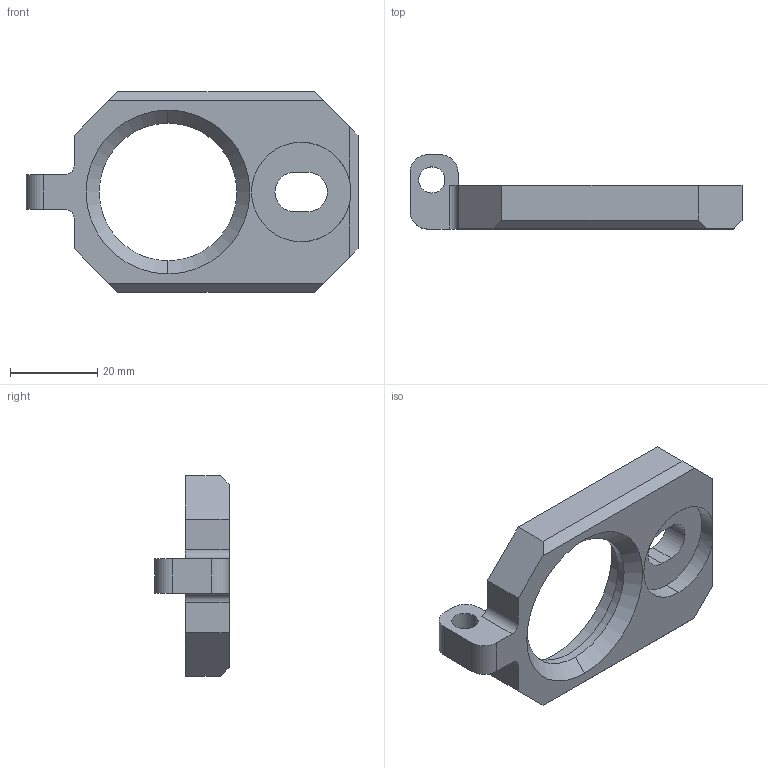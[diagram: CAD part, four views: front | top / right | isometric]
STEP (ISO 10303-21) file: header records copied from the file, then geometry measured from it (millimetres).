
FILE_DESCRIPTION (( 'STEP AP203' ), '1' );
FILE_NAME ('PerchV2.1_USI_02.STEP', '2020-09-21T15:40:57', ( '' ), ( '' ), 'SwSTEP 2.0', 'SolidWorks 2016', '' );
FILE_SCHEMA (( 'CONFIG_CONTROL_DESIGN' ));
Length unit declared in the file: millimetre
Products named in the file (1): PerchV2.1_USI_02
Bounding box: 76 x 17 x 46 mm (x, y, z)
Volume: 16802.6 mm3; surface area: 7769.8 mm2
Topology: 1 solids, 1 shells, 40 faces, 111 edges, 74 vertices
Faces by surface type: plane 23, cylinder 15, cone 2
Entity records: 1379 total; most frequent: CARTESIAN_POINT 229, DIRECTION 227, ORIENTED_EDGE 222, EDGE_CURVE 111, AXIS2_PLACEMENT_3D 76, LINE 75, VECTOR 75, VERTEX_POINT 74
